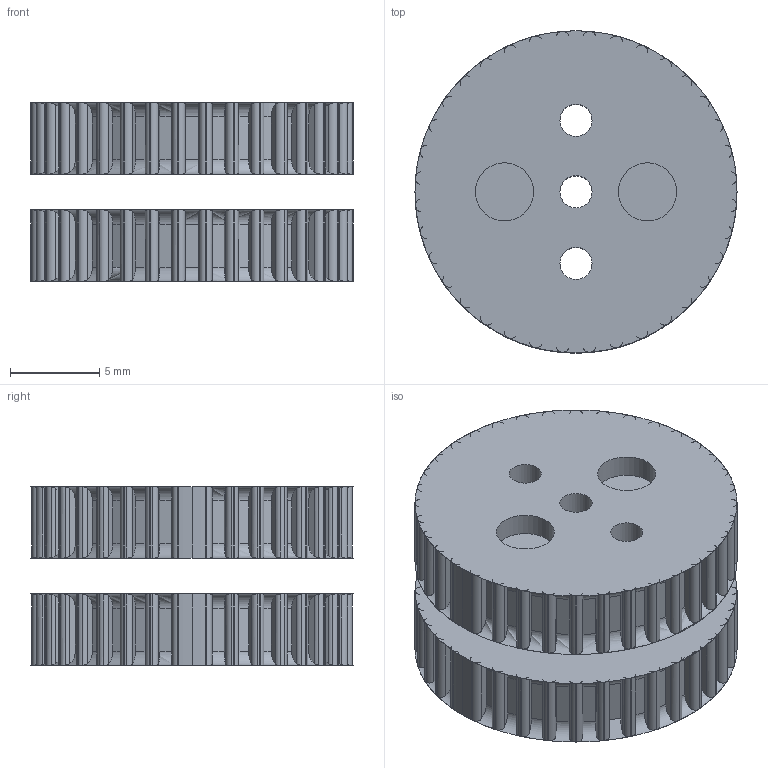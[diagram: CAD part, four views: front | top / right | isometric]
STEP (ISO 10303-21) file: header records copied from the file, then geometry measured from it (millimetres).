
FILE_DESCRIPTION(('HOOPS Exchange Step'),'2;1');
FILE_NAME('temp_export','2023-12-16T01:29:43-05:00',('jscotto'),('Shapr3D Limited'),'HOOPS Exchange 2023.2','Shapr3D','Authorized');
FILE_SCHEMA( ('AUTOMOTIVE_DESIGN { 1 0 10303 214 1 1 1 1 }') );
Length unit declared in the file: millimetre
Products named in the file (1): Pusher (White)
Bounding box: 18 x 18 x 10 mm (x, y, z)
Volume: 1757.1 mm3; surface area: 2053.3 mm2
Topology: 2 solids, 2 shells, 673 faces, 1850 edges, 1184 vertices
Faces by surface type: cylinder 450, plane 223
Full cylindrical faces by diameter (mm): 1.5 x1, 1.8 x6, 3.25 x3
Entity records: 25843 total; most frequent: CARTESIAN_POINT 9756, ORIENTED_EDGE 3700, DIRECTION 2942, EDGE_CURVE 1850, VERTEX_POINT 1184, AXIS2_PLACEMENT_3D 1138, B_SPLINE_CURVE_WITH_KNOTS 720, EDGE_LOOP 690
